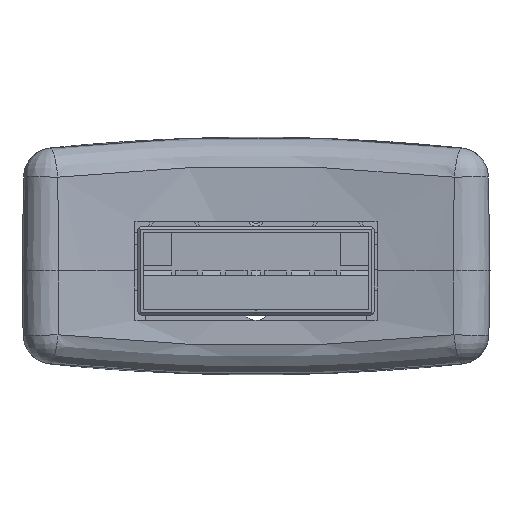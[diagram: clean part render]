
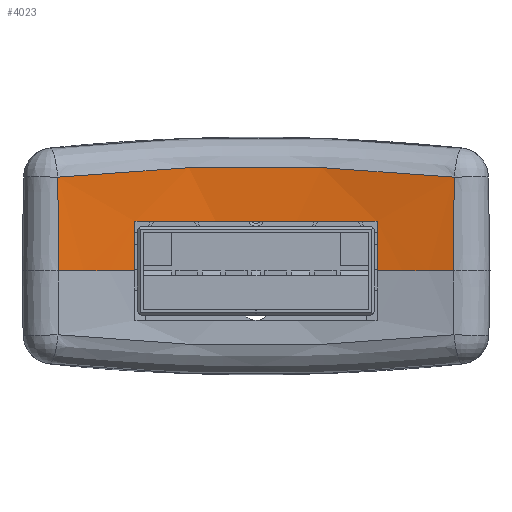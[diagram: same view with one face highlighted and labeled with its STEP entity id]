
A CAD part, left-side view. The second image highlights one B-rep face of the part: STEP entity #4023.
In plain terms, the highlighted conical face has half-angle 1 degrees and reference radius 45 mm.
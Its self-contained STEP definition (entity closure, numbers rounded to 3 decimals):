
#4023 = ADVANCED_FACE( '', ( #8711 ), #8712, .F. );
#8711 = FACE_OUTER_BOUND( '', #20385, .T. );
#8712 = CONICAL_SURFACE( '', #20386, 45., 0.017 );
#20385 = EDGE_LOOP( '', ( #39905, #39906, #39907, #39908, #39909, #39910, #39911, #39912 ) );
#20386 = AXIS2_PLACEMENT_3D( '', #39913, #39914, #39915 );
#39905 = ORIENTED_EDGE( '', *, *, #53623, .F. );
#39906 = ORIENTED_EDGE( '', *, *, #52196, .F. );
#39907 = ORIENTED_EDGE( '', *, *, #51014, .F. );
#39908 = ORIENTED_EDGE( '', *, *, #53624, .F. );
#39909 = ORIENTED_EDGE( '', *, *, #51434, .F. );
#39910 = ORIENTED_EDGE( '', *, *, #53502, .T. );
#39911 = ORIENTED_EDGE( '', *, *, #52769, .T. );
#39912 = ORIENTED_EDGE( '', *, *, #52229, .F. );
#39913 = CARTESIAN_POINT( '', ( -71.269, 0., 0. ) );
#39914 = DIRECTION( '', ( 0., 0., -1. ) );
#39915 = DIRECTION( '', ( 1., 0., 0. ) );
#51014 = EDGE_CURVE( '', #58082, #58084, #58085, .T. );
#51434 = EDGE_CURVE( '', #58802, #58804, #58805, .T. );
#52196 = EDGE_CURVE( '', #58084, #60082, #60083, .T. );
#52229 = EDGE_CURVE( '', #60131, #60133, #60134, .T. );
#52769 = EDGE_CURVE( '', #60992, #60133, #60993, .T. );
#53502 = EDGE_CURVE( '', #58802, #60992, #62115, .T. );
#53623 = EDGE_CURVE( '', #60082, #60131, #62295, .T. );
#53624 = EDGE_CURVE( '', #58804, #58082, #62296, .T. );
#58082 = VERTEX_POINT( '', #68991 );
#58084 = VERTEX_POINT( '', #68994 );
#58085 = B_SPLINE_CURVE_WITH_KNOTS( '', 3, ( #68995, #68996, #68997, #68998, #68999, #69000, #69001 ), .UNSPECIFIED., .F., .F., ( 4, 3, 4 ), ( 0.01, 0.012, 0.013 ), .UNSPECIFIED. );
#58802 = VERTEX_POINT( '', #70411 );
#58804 = VERTEX_POINT( '', #70432 );
#58805 = LINE( '', #70433, #70434 );
#60082 = VERTEX_POINT( '', #73248 );
#60083 = CIRCLE( '', #73249, 45.044 );
#60131 = VERTEX_POINT( '', #73322 );
#60133 = VERTEX_POINT( '', #73325 );
#60134 = CIRCLE( '', #73326, 45. );
#60992 = VERTEX_POINT( '', #75109 );
#60993 = LINE( '', #75110, #75111 );
#62115 = B_SPLINE_CURVE_WITH_KNOTS( '', 3, ( #77562, #77563, #77564, #77565, #77566, #77567, #77568, #77569, #77570, #77571, #77572, #77573, #77574, #77575, #77576, #77577, #77578, #77579, #77580, #77581, #77582 ), .UNSPECIFIED., .F., .F., ( 4, 1, 2, 2, 2, 1, 1, 2, 2, 1, 1, 2, 4 ), ( 0., 0.003, 0.005, 0.006, 0.007, 0.007, 0.007, 0.008, 0.01, 0.013, 0.015, 0.018, 0.02 ), .UNSPECIFIED. );
#62295 = B_SPLINE_CURVE_WITH_KNOTS( '', 3, ( #77852, #77853, #77854, #77855, #77856, #77857, #77858 ), .UNSPECIFIED., .F., .F., ( 4, 3, 4 ), ( 0.012, 0.012, 0.014 ), .UNSPECIFIED. );
#62296 = CIRCLE( '', #77859, 45. );
#68991 = CARTESIAN_POINT( '', ( -26.687, 6.115, 0. ) );
#68994 = CARTESIAN_POINT( '', ( -26.643, 6.115, -2.5 ) );
#68995 = CARTESIAN_POINT( '', ( -26.687, 6.115, 0. ) );
#68996 = CARTESIAN_POINT( '', ( -26.676, 6.115, -0.628 ) );
#68997 = CARTESIAN_POINT( '', ( -26.664, 6.115, -1.256 ) );
#68998 = CARTESIAN_POINT( '', ( -26.653, 6.115, -1.885 ) );
#68999 = CARTESIAN_POINT( '', ( -26.65, 6.115, -2.09 ) );
#69000 = CARTESIAN_POINT( '', ( -26.646, 6.115, -2.295 ) );
#69001 = CARTESIAN_POINT( '', ( -26.643, 6.115, -2.5 ) );
#70411 = CARTESIAN_POINT( '', ( -27.312, 10.01, -4.732 ) );
#70432 = CARTESIAN_POINT( '', ( -27.393, 9.992, 0. ) );
#70433 = CARTESIAN_POINT( '', ( -27.393, 9.992, 0. ) );
#70434 = VECTOR( '', #88738, 1000. );
#73248 = CARTESIAN_POINT( '', ( -26.643, -6.115, -2.5 ) );
#73249 = AXIS2_PLACEMENT_3D( '', #89533, #89534, #89535 );
#73322 = CARTESIAN_POINT( '', ( -26.687, -6.115, 0. ) );
#73325 = CARTESIAN_POINT( '', ( -27.393, -9.992, 0. ) );
#73326 = AXIS2_PLACEMENT_3D( '', #89571, #89572, #89573 );
#75109 = CARTESIAN_POINT( '', ( -27.312, -10.01, -4.732 ) );
#75110 = CARTESIAN_POINT( '', ( -27.393, -9.992, 0. ) );
#75111 = VECTOR( '', #90091, 1000. );
#77562 = CARTESIAN_POINT( '', ( -27.312, 10.01, -4.732 ) );
#77563 = CARTESIAN_POINT( '', ( -27.123, 9.187, -4.821 ) );
#77564 = CARTESIAN_POINT( '', ( -26.792, 7.533, -4.98 ) );
#77565 = CARTESIAN_POINT( '', ( -26.555, 5.86, -5.094 ) );
#77566 = CARTESIAN_POINT( '', ( -26.412, 4.599, -5.162 ) );
#77567 = CARTESIAN_POINT( '', ( -26.371, 4.177, -5.183 ) );
#77568 = CARTESIAN_POINT( '', ( -26.331, 3.702, -5.202 ) );
#77569 = CARTESIAN_POINT( '', ( -26.326, 3.649, -5.204 ) );
#77570 = CARTESIAN_POINT( '', ( -26.318, 3.543, -5.208 ) );
#77571 = CARTESIAN_POINT( '', ( -26.305, 3.385, -5.214 ) );
#77572 = CARTESIAN_POINT( '', ( -26.278, 3.015, -5.227 ) );
#77573 = CARTESIAN_POINT( '', ( -26.258, 2.699, -5.237 ) );
#77574 = CARTESIAN_POINT( '', ( -26.199, 1.644, -5.265 ) );
#77575 = CARTESIAN_POINT( '', ( -26.176, 0.802, -5.277 ) );
#77576 = CARTESIAN_POINT( '', ( -26.178, -0.876, -5.276 ) );
#77577 = CARTESIAN_POINT( '', ( -26.226, -2.551, -5.252 ) );
#77578 = CARTESIAN_POINT( '', ( -26.44, -5.051, -5.149 ) );
#77579 = CARTESIAN_POINT( '', ( -26.675, -6.709, -5.036 ) );
#77580 = CARTESIAN_POINT( '', ( -26.958, -8.363, -4.9 ) );
#77581 = CARTESIAN_POINT( '', ( -27.123, -9.187, -4.821 ) );
#77582 = CARTESIAN_POINT( '', ( -27.312, -10.01, -4.732 ) );
#77852 = CARTESIAN_POINT( '', ( -26.643, -6.115, -2.5 ) );
#77853 = CARTESIAN_POINT( '', ( -26.646, -6.115, -2.295 ) );
#77854 = CARTESIAN_POINT( '', ( -26.65, -6.115, -2.09 ) );
#77855 = CARTESIAN_POINT( '', ( -26.653, -6.115, -1.885 ) );
#77856 = CARTESIAN_POINT( '', ( -26.664, -6.115, -1.256 ) );
#77857 = CARTESIAN_POINT( '', ( -26.676, -6.115, -0.628 ) );
#77858 = CARTESIAN_POINT( '', ( -26.687, -6.115, 0. ) );
#77859 = AXIS2_PLACEMENT_3D( '', #91004, #91005, #91006 );
#88738 = DIRECTION( '', ( -0.017, -0.004, 1. ) );
#89533 = CARTESIAN_POINT( '', ( -71.269, 0., -2.5 ) );
#89534 = DIRECTION( '', ( 0., 0., -1. ) );
#89535 = DIRECTION( '', ( 0., 1., 0. ) );
#89571 = CARTESIAN_POINT( '', ( -71.269, 0., 0. ) );
#89572 = DIRECTION( '', ( 0., 0., -1. ) );
#89573 = DIRECTION( '', ( -1., 0., 0. ) );
#90091 = DIRECTION( '', ( -0.017, 0.004, 1. ) );
#91004 = CARTESIAN_POINT( '', ( -71.269, 0., 0. ) );
#91005 = DIRECTION( '', ( 0., 0., -1. ) );
#91006 = DIRECTION( '', ( -1., 0., 0. ) );
